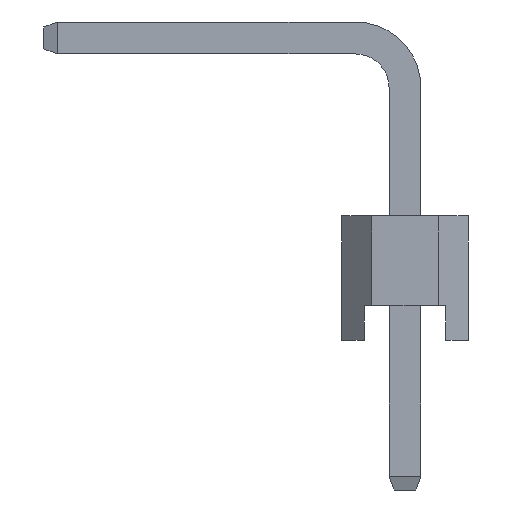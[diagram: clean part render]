
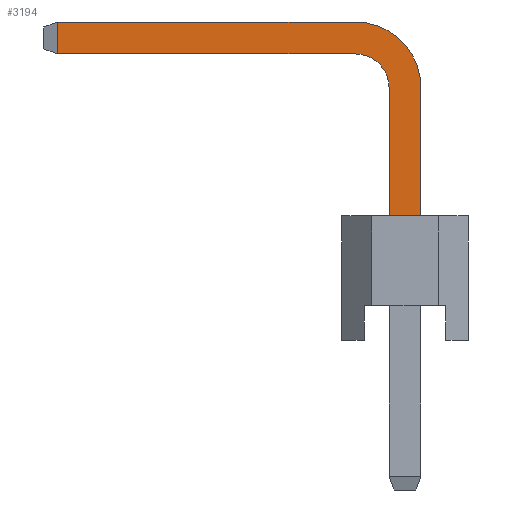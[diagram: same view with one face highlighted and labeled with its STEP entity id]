
A CAD part, left-side view. The second image highlights one B-rep face of the part: STEP entity #3194.
In plain terms, the highlighted planar face has unit normal (-1, 0, 0).
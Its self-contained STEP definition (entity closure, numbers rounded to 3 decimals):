
#3194=ADVANCED_FACE('',(#9832),#9834,.T.);
#9832=FACE_BOUND('',#9833,.T.);
#9833=EDGE_LOOP('',(#15305,#15306,#15307,#15308,#15309,#15310,#15311,#15312));
#9834=PLANE('',#9835);
#9835=AXIS2_PLACEMENT_3D('',#9836,#9837,#9838);
#9836=CARTESIAN_POINT('',(-0.32,0.32,-3.));
#9837=DIRECTION('',(-1.,0.,0.));
#9838=DIRECTION('',(0.,-1.,0.));
#15305=ORIENTED_EDGE('',*,*,#18622,.F.);
#15306=ORIENTED_EDGE('',*,*,#18623,.F.);
#15307=ORIENTED_EDGE('',*,*,#18624,.F.);
#15308=ORIENTED_EDGE('',*,*,#18611,.F.);
#15309=ORIENTED_EDGE('',*,*,#17380,.T.);
#15310=ORIENTED_EDGE('',*,*,#18621,.T.);
#15311=ORIENTED_EDGE('',*,*,#18625,.T.);
#15312=ORIENTED_EDGE('',*,*,#18626,.T.);
#17380=EDGE_CURVE('',#19682,#19686,#19688,.T.);
#18611=EDGE_CURVE('',#19682,#21755,#21756,.T.);
#18621=EDGE_CURVE('',#19686,#21771,#21773,.T.);
#18622=EDGE_CURVE('',#21774,#21775,#21776,.T.);
#18623=EDGE_CURVE('',#21777,#21774,#21778,.T.);
#18624=EDGE_CURVE('',#21755,#21777,#21779,.T.);
#18625=EDGE_CURVE('',#21771,#21780,#21781,.T.);
#18626=EDGE_CURVE('',#21780,#21775,#21782,.T.);
#19682=VERTEX_POINT('',#23538);
#19686=VERTEX_POINT('',#23546);
#19688=LINE('',#23550,#23551);
#21755=VERTEX_POINT('',#28175);
#21756=LINE('',#28176,#28177);
#21771=VERTEX_POINT('',#28211);
#21773=LINE('',#28215,#28216);
#21774=VERTEX_POINT('',#28218);
#21775=VERTEX_POINT('',#28219);
#21776=LINE('',#28220,#28221);
#21777=VERTEX_POINT('',#28223);
#21778=LINE('',#28224,#28225);
#21779=CIRCLE('',#28227,0.68);
#21780=VERTEX_POINT('',#28231);
#21781=CIRCLE('',#28232,1.32);
#21782=LINE('',#28236,#28237);
#23538=CARTESIAN_POINT('',(-0.32,0.32,2.5));
#23546=CARTESIAN_POINT('',(-0.32,-0.32,2.5));
#23550=CARTESIAN_POINT('',(-0.32,0.32,2.5));
#23551=VECTOR('',#23552,1.);
#23552=DIRECTION('',(0.,-1.,0.));
#28175=CARTESIAN_POINT('',(-0.32,0.32,5.07));
#28176=CARTESIAN_POINT('',(-0.32,0.32,2.5));
#28177=VECTOR('',#28178,1.);
#28178=DIRECTION('',(0.,0.,1.));
#28211=CARTESIAN_POINT('',(-0.32,-0.32,5.07));
#28215=CARTESIAN_POINT('',(-0.32,-0.32,2.5));
#28216=VECTOR('',#28217,1.);
#28217=DIRECTION('',(0.,0.,1.));
#28218=CARTESIAN_POINT('',(-0.32,6.975,5.75));
#28219=CARTESIAN_POINT('',(-0.32,6.975,6.39));
#28220=CARTESIAN_POINT('',(-0.32,6.975,5.75));
#28221=VECTOR('',#28222,1.);
#28222=DIRECTION('',(0.,0.,1.));
#28223=CARTESIAN_POINT('',(-0.32,1.,5.75));
#28224=CARTESIAN_POINT('',(-0.32,1.,5.75));
#28225=VECTOR('',#28226,1.);
#28226=DIRECTION('',(0.,1.,0.));
#28227=AXIS2_PLACEMENT_3D('',#28228,#28229,#28230);
#28228=CARTESIAN_POINT('',(-0.32,1.,5.07));
#28229=DIRECTION('',(-1.,-0.,0.));
#28230=DIRECTION('',(0.,-1.,0.));
#28231=CARTESIAN_POINT('',(-0.32,1.,6.39));
#28232=AXIS2_PLACEMENT_3D('',#28233,#28234,#28235);
#28233=CARTESIAN_POINT('',(-0.32,1.,5.07));
#28234=DIRECTION('',(-1.,-0.,0.));
#28235=DIRECTION('',(0.,-1.,0.));
#28236=CARTESIAN_POINT('',(-0.32,1.,6.39));
#28237=VECTOR('',#28238,1.);
#28238=DIRECTION('',(0.,1.,0.));
